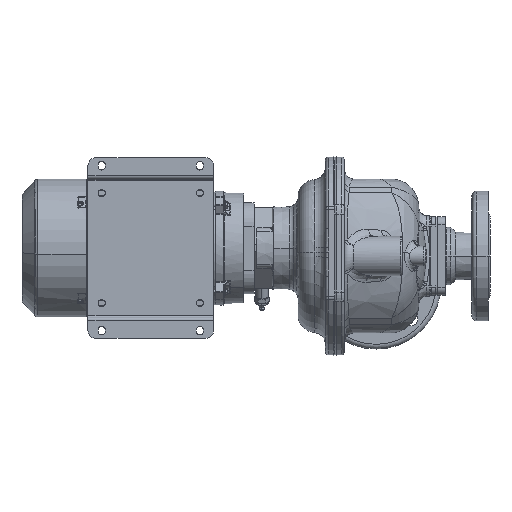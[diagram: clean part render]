
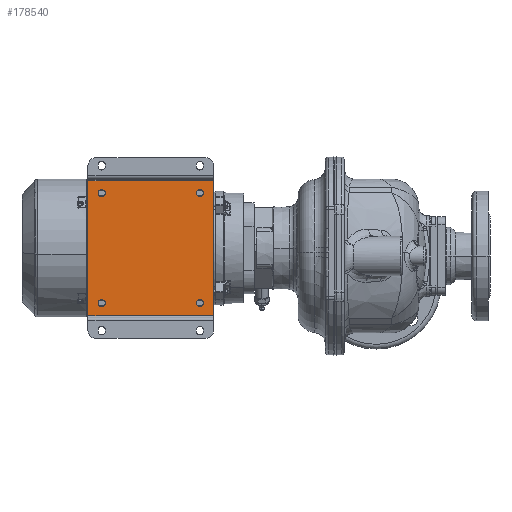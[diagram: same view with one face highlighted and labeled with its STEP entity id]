
A CAD part, front view. The second image highlights one B-rep face of the part: STEP entity #178540.
In plain terms, the highlighted planar face has unit normal (0, -1, 0).
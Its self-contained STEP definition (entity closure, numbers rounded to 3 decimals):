
#47675=DIRECTION('',(0.,0.,-1.));
#47676=VECTOR('',#47675,172.);
#47677=CARTESIAN_POINT('',(-156.5,-92.,86.));
#47678=LINE('',#47677,#47676);
#47719=DIRECTION('',(0.,0.,-1.));
#47720=VECTOR('',#47719,172.);
#47721=CARTESIAN_POINT('',(-316.5,-92.,86.));
#47722=LINE('',#47721,#47720);
#47759=DIRECTION('',(-1.,0.,0.));
#47760=VECTOR('',#47759,160.);
#47761=CARTESIAN_POINT('',(-156.5,-92.,86.));
#47762=LINE('',#47761,#47760);
#47763=CARTESIAN_POINT('',(-299.,-92.,70.));
#47764=DIRECTION('',(0.,1.,0.));
#47765=DIRECTION('',(-1.,0.,0.));
#47766=AXIS2_PLACEMENT_3D('',#47763,#47764,#47765);
#47768=CARTESIAN_POINT('',(-299.,-92.,70.));
#47769=DIRECTION('',(0.,1.,0.));
#47770=DIRECTION('',(1.,0.,0.));
#47771=AXIS2_PLACEMENT_3D('',#47768,#47769,#47770);
#47773=CARTESIAN_POINT('',(-299.,-92.,-70.));
#47774=DIRECTION('',(0.,1.,0.));
#47775=DIRECTION('',(-1.,0.,0.));
#47776=AXIS2_PLACEMENT_3D('',#47773,#47774,#47775);
#47778=CARTESIAN_POINT('',(-299.,-92.,-70.));
#47779=DIRECTION('',(0.,1.,0.));
#47780=DIRECTION('',(1.,0.,0.));
#47781=AXIS2_PLACEMENT_3D('',#47778,#47779,#47780);
#47783=CARTESIAN_POINT('',(-174.,-92.,70.));
#47784=DIRECTION('',(0.,1.,0.));
#47785=DIRECTION('',(-1.,0.,0.));
#47786=AXIS2_PLACEMENT_3D('',#47783,#47784,#47785);
#47788=CARTESIAN_POINT('',(-174.,-92.,70.));
#47789=DIRECTION('',(0.,1.,0.));
#47790=DIRECTION('',(1.,0.,0.));
#47791=AXIS2_PLACEMENT_3D('',#47788,#47789,#47790);
#47793=CARTESIAN_POINT('',(-174.,-92.,-70.));
#47794=DIRECTION('',(0.,1.,0.));
#47795=DIRECTION('',(-1.,0.,0.));
#47796=AXIS2_PLACEMENT_3D('',#47793,#47794,#47795);
#47798=CARTESIAN_POINT('',(-174.,-92.,-70.));
#47799=DIRECTION('',(0.,1.,0.));
#47800=DIRECTION('',(1.,0.,0.));
#47801=AXIS2_PLACEMENT_3D('',#47798,#47799,#47800);
#47803=DIRECTION('',(-1.,0.,0.));
#47804=VECTOR('',#47803,160.);
#47805=CARTESIAN_POINT('',(-156.5,-92.,-86.));
#47806=LINE('',#47805,#47804);
#111952=CARTESIAN_POINT('',(-156.5,-92.,86.));
#111953=CARTESIAN_POINT('',(-156.5,-92.,-86.));
#111954=VERTEX_POINT('',#111952);
#111955=VERTEX_POINT('',#111953);
#111964=CARTESIAN_POINT('',(-316.5,-92.,86.));
#111965=CARTESIAN_POINT('',(-316.5,-92.,-86.));
#111966=VERTEX_POINT('',#111964);
#111967=VERTEX_POINT('',#111965);
#112036=CARTESIAN_POINT('',(-178.5,-92.,-70.));
#112037=CARTESIAN_POINT('',(-169.5,-92.,-70.));
#112038=VERTEX_POINT('',#112036);
#112039=VERTEX_POINT('',#112037);
#112040=CARTESIAN_POINT('',(-178.5,-92.,70.));
#112041=CARTESIAN_POINT('',(-169.5,-92.,70.));
#112042=VERTEX_POINT('',#112040);
#112043=VERTEX_POINT('',#112041);
#112044=CARTESIAN_POINT('',(-303.5,-92.,-70.));
#112045=CARTESIAN_POINT('',(-294.5,-92.,-70.));
#112046=VERTEX_POINT('',#112044);
#112047=VERTEX_POINT('',#112045);
#112048=CARTESIAN_POINT('',(-303.5,-92.,70.));
#112049=CARTESIAN_POINT('',(-294.5,-92.,70.));
#112050=VERTEX_POINT('',#112048);
#112051=VERTEX_POINT('',#112049);
#178504=CARTESIAN_POINT('',(-156.5,-92.,86.));
#178505=DIRECTION('',(0.,1.,0.));
#178506=DIRECTION('',(0.,0.,-1.));
#178507=AXIS2_PLACEMENT_3D('',#178504,#178505,#178506);
#178508=PLANE('',#178507);
#178509=ORIENTED_EDGE('',*,*,#178382,.T.);
#178511=ORIENTED_EDGE('',*,*,#178510,.T.);
#178512=ORIENTED_EDGE('',*,*,#178441,.F.);
#178513=ORIENTED_EDGE('',*,*,#178496,.F.);
#178514=EDGE_LOOP('',(#178509,#178511,#178512,#178513));
#178515=FACE_OUTER_BOUND('',#178514,.F.);
#178517=ORIENTED_EDGE('',*,*,#178516,.F.);
#178519=ORIENTED_EDGE('',*,*,#178518,.F.);
#178520=EDGE_LOOP('',(#178517,#178519));
#178521=FACE_BOUND('',#178520,.F.);
#178523=ORIENTED_EDGE('',*,*,#178522,.F.);
#178525=ORIENTED_EDGE('',*,*,#178524,.F.);
#178526=EDGE_LOOP('',(#178523,#178525));
#178527=FACE_BOUND('',#178526,.F.);
#178529=ORIENTED_EDGE('',*,*,#178528,.F.);
#178531=ORIENTED_EDGE('',*,*,#178530,.F.);
#178532=EDGE_LOOP('',(#178529,#178531));
#178533=FACE_BOUND('',#178532,.F.);
#178535=ORIENTED_EDGE('',*,*,#178534,.F.);
#178537=ORIENTED_EDGE('',*,*,#178536,.F.);
#178538=EDGE_LOOP('',(#178535,#178537));
#178539=FACE_BOUND('',#178538,.F.);
#178540=ADVANCED_FACE('',(#178515,#178521,#178527,#178533,#178539),#178508,.F.);
#47767=CIRCLE('',#47766,4.5);
#47772=CIRCLE('',#47771,4.5);
#47777=CIRCLE('',#47776,4.5);
#47782=CIRCLE('',#47781,4.5);
#47787=CIRCLE('',#47786,4.5);
#47792=CIRCLE('',#47791,4.5);
#47797=CIRCLE('',#47796,4.5);
#47802=CIRCLE('',#47801,4.5);
#178382=EDGE_CURVE('',#111954,#111955,#47678,.T.);
#178441=EDGE_CURVE('',#111966,#111967,#47722,.T.);
#178496=EDGE_CURVE('',#111954,#111966,#47762,.T.);
#178510=EDGE_CURVE('',#111955,#111967,#47806,.T.);
#178516=EDGE_CURVE('',#112050,#112051,#47767,.T.);
#178518=EDGE_CURVE('',#112051,#112050,#47772,.T.);
#178522=EDGE_CURVE('',#112046,#112047,#47777,.T.);
#178524=EDGE_CURVE('',#112047,#112046,#47782,.T.);
#178528=EDGE_CURVE('',#112042,#112043,#47787,.T.);
#178530=EDGE_CURVE('',#112043,#112042,#47792,.T.);
#178534=EDGE_CURVE('',#112038,#112039,#47797,.T.);
#178536=EDGE_CURVE('',#112039,#112038,#47802,.T.);
